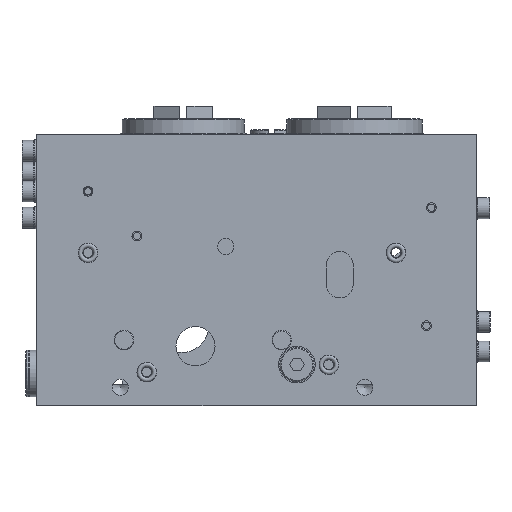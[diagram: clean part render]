
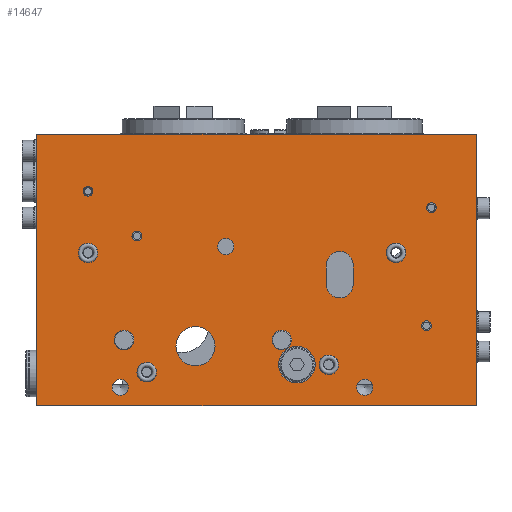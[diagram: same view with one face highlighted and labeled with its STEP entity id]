
A CAD part, front view. The second image highlights one B-rep face of the part: STEP entity #14647.
In plain terms, the highlighted planar face has unit normal (0, -1, 0).
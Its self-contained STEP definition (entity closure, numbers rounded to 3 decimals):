
#366=PLANE('',#15864);
#879=LINE('',#21693,#1336);
#882=LINE('',#21702,#1339);
#918=LINE('',#22156,#1375);
#946=LINE('',#22334,#1403);
#964=LINE('',#22427,#1421);
#965=LINE('',#22429,#1422);
#1336=VECTOR('',#17600,1000.);
#1339=VECTOR('',#17611,1000.);
#1375=VECTOR('',#17941,1000.);
#1403=VECTOR('',#17977,1000.);
#1421=VECTOR('',#18031,1000.);
#1422=VECTOR('',#18032,1000.);
#2183=CIRCLE('',#15670,2.);
#2185=CIRCLE('',#15673,2.);
#2187=CIRCLE('',#15676,2.);
#2191=CIRCLE('',#15682,3.324);
#2193=CIRCLE('',#15686,3.324);
#2195=CIRCLE('',#15690,3.324);
#2198=CIRCLE('',#15694,5.5);
#2200=CIRCLE('',#15698,5.5);
#2203=CIRCLE('',#15704,2.);
#2205=CIRCLE('',#15707,4.);
#2207=CIRCLE('',#15710,4.);
#2209=CIRCLE('',#15713,8.);
#2307=CIRCLE('',#15865,3.9);
#2308=CIRCLE('',#15866,3.9);
#2309=CIRCLE('',#15867,7.5);
#2310=CIRCLE('',#15868,3.9);
#2311=CIRCLE('',#15869,3.9);
#3335=ORIENTED_EDGE('',*,*,#5945,.T.);
#3336=ORIENTED_EDGE('',*,*,#5946,.T.);
#3337=ORIENTED_EDGE('',*,*,#5947,.T.);
#3338=ORIENTED_EDGE('',*,*,#5730,.T.);
#3339=ORIENTED_EDGE('',*,*,#5728,.T.);
#3340=ORIENTED_EDGE('',*,*,#5726,.T.);
#3341=ORIENTED_EDGE('',*,*,#5724,.F.);
#3342=ORIENTED_EDGE('',*,*,#5948,.T.);
#3343=ORIENTED_EDGE('',*,*,#5949,.T.);
#3344=ORIENTED_EDGE('',*,*,#5914,.T.);
#3345=ORIENTED_EDGE('',*,*,#5873,.T.);
#3346=ORIENTED_EDGE('',*,*,#5950,.T.);
#3347=ORIENTED_EDGE('',*,*,#5690,.T.);
#3348=ORIENTED_EDGE('',*,*,#5692,.T.);
#3349=ORIENTED_EDGE('',*,*,#5694,.T.);
#3350=ORIENTED_EDGE('',*,*,#5951,.T.);
#3351=ORIENTED_EDGE('',*,*,#5698,.T.);
#3352=ORIENTED_EDGE('',*,*,#5703,.T.);
#3353=ORIENTED_EDGE('',*,*,#5708,.T.);
#3354=ORIENTED_EDGE('',*,*,#5721,.T.);
#3355=ORIENTED_EDGE('',*,*,#5713,.T.);
#3356=ORIENTED_EDGE('',*,*,#5716,.T.);
#3357=ORIENTED_EDGE('',*,*,#5719,.T.);
#5690=EDGE_CURVE('',#7027,#7027,#2183,.T.);
#5692=EDGE_CURVE('',#7029,#7029,#2185,.T.);
#5694=EDGE_CURVE('',#7031,#7031,#2187,.T.);
#5698=EDGE_CURVE('',#7035,#7035,#2191,.T.);
#5703=EDGE_CURVE('',#7039,#7039,#2193,.T.);
#5708=EDGE_CURVE('',#7043,#7043,#2195,.T.);
#5713=EDGE_CURVE('',#7046,#7048,#2198,.T.);
#5716=EDGE_CURVE('',#7048,#7050,#879,.T.);
#5719=EDGE_CURVE('',#7050,#7052,#2200,.T.);
#5721=EDGE_CURVE('',#7052,#7046,#882,.T.);
#5724=EDGE_CURVE('',#7055,#7055,#2203,.T.);
#5726=EDGE_CURVE('',#7057,#7057,#2205,.T.);
#5728=EDGE_CURVE('',#7059,#7059,#2207,.T.);
#5730=EDGE_CURVE('',#7061,#7061,#2209,.T.);
#5873=EDGE_CURVE('',#7177,#7178,#918,.T.);
#5914=EDGE_CURVE('',#7217,#7177,#946,.T.);
#5945=EDGE_CURVE('',#7246,#7246,#2307,.T.);
#5946=EDGE_CURVE('',#7247,#7247,#2308,.T.);
#5947=EDGE_CURVE('',#7248,#7248,#2309,.T.);
#5948=EDGE_CURVE('',#7249,#7249,#2310,.T.);
#5949=EDGE_CURVE('',#7250,#7217,#964,.T.);
#5950=EDGE_CURVE('',#7178,#7250,#965,.T.);
#5951=EDGE_CURVE('',#7251,#7251,#2311,.T.);
#7027=VERTEX_POINT('',#21618);
#7029=VERTEX_POINT('',#21623);
#7031=VERTEX_POINT('',#21628);
#7035=VERTEX_POINT('',#21638);
#7039=VERTEX_POINT('',#21657);
#7043=VERTEX_POINT('',#21676);
#7046=VERTEX_POINT('',#21682);
#7048=VERTEX_POINT('',#21686);
#7050=VERTEX_POINT('',#21692);
#7052=VERTEX_POINT('',#21698);
#7055=VERTEX_POINT('',#21710);
#7057=VERTEX_POINT('',#21715);
#7059=VERTEX_POINT('',#21720);
#7061=VERTEX_POINT('',#21725);
#7177=VERTEX_POINT('',#22157);
#7178=VERTEX_POINT('',#22158);
#7217=VERTEX_POINT('',#22335);
#7246=VERTEX_POINT('',#22420);
#7247=VERTEX_POINT('',#22422);
#7248=VERTEX_POINT('',#22424);
#7249=VERTEX_POINT('',#22426);
#7250=VERTEX_POINT('',#22428);
#7251=VERTEX_POINT('',#22431);
#8366=EDGE_LOOP('',(#3335));
#8367=EDGE_LOOP('',(#3336));
#8368=EDGE_LOOP('',(#3337));
#8369=EDGE_LOOP('',(#3338));
#8370=EDGE_LOOP('',(#3339));
#8371=EDGE_LOOP('',(#3340));
#8372=EDGE_LOOP('',(#3341));
#8373=EDGE_LOOP('',(#3342));
#8374=EDGE_LOOP('',(#3343,#3344,#3345,#3346));
#8375=EDGE_LOOP('',(#3347));
#8376=EDGE_LOOP('',(#3348));
#8377=EDGE_LOOP('',(#3349));
#8378=EDGE_LOOP('',(#3350));
#8379=EDGE_LOOP('',(#3351));
#8380=EDGE_LOOP('',(#3352));
#8381=EDGE_LOOP('',(#3353));
#8382=EDGE_LOOP('',(#3354,#3355,#3356,#3357));
#10088=FACE_BOUND('',#8366,.T.);
#10089=FACE_BOUND('',#8367,.T.);
#10090=FACE_BOUND('',#8368,.T.);
#10091=FACE_BOUND('',#8369,.T.);
#10092=FACE_BOUND('',#8370,.T.);
#10093=FACE_BOUND('',#8371,.T.);
#10094=FACE_BOUND('',#8372,.T.);
#10095=FACE_BOUND('',#8373,.T.);
#10096=FACE_BOUND('',#8374,.T.);
#10097=FACE_BOUND('',#8375,.T.);
#10098=FACE_BOUND('',#8376,.T.);
#10099=FACE_BOUND('',#8377,.T.);
#10100=FACE_BOUND('',#8378,.T.);
#10101=FACE_BOUND('',#8379,.T.);
#10102=FACE_BOUND('',#8380,.T.);
#10103=FACE_BOUND('',#8381,.T.);
#10104=FACE_BOUND('',#8382,.T.);
#14647=ADVANCED_FACE('',(#10088,#10089,#10090,#10091,#10092,#10093,#10094,
#10095,#10096,#10097,#10098,#10099,#10100,#10101,#10102,#10103,#10104),
#366,.T.);
#15670=AXIS2_PLACEMENT_3D('',#21617,#17540,#17541);
#15673=AXIS2_PLACEMENT_3D('',#21622,#17546,#17547);
#15676=AXIS2_PLACEMENT_3D('',#21627,#17552,#17553);
#15682=AXIS2_PLACEMENT_3D('',#21637,#17564,#17565);
#15686=AXIS2_PLACEMENT_3D('',#21656,#17574,#17575);
#15690=AXIS2_PLACEMENT_3D('',#21675,#17584,#17585);
#15694=AXIS2_PLACEMENT_3D('',#21687,#17594,#17595);
#15698=AXIS2_PLACEMENT_3D('',#21699,#17606,#17607);
#15704=AXIS2_PLACEMENT_3D('',#21709,#17620,#17621);
#15707=AXIS2_PLACEMENT_3D('',#21714,#17626,#17627);
#15710=AXIS2_PLACEMENT_3D('',#21719,#17632,#17633);
#15713=AXIS2_PLACEMENT_3D('',#21724,#17638,#17639);
#15864=AXIS2_PLACEMENT_3D('',#22418,#18021,#18022);
#15865=AXIS2_PLACEMENT_3D('',#22419,#18023,#18024);
#15866=AXIS2_PLACEMENT_3D('',#22421,#18025,#18026);
#15867=AXIS2_PLACEMENT_3D('',#22423,#18027,#18028);
#15868=AXIS2_PLACEMENT_3D('',#22425,#18029,#18030);
#15869=AXIS2_PLACEMENT_3D('',#22430,#18033,#18034);
#17540=DIRECTION('',(0.,1.,0.));
#17541=DIRECTION('',(0.,0.,-1.));
#17546=DIRECTION('',(0.,1.,0.));
#17547=DIRECTION('',(0.,0.,-1.));
#17552=DIRECTION('',(0.,1.,0.));
#17553=DIRECTION('',(0.,0.,-1.));
#17564=DIRECTION('',(0.,1.,0.));
#17565=DIRECTION('',(0.,0.,-1.));
#17574=DIRECTION('',(0.,1.,0.));
#17575=DIRECTION('',(0.,0.,-1.));
#17584=DIRECTION('',(0.,1.,0.));
#17585=DIRECTION('',(0.,0.,-1.));
#17594=DIRECTION('',(0.,1.,0.));
#17595=DIRECTION('',(-1.,0.,0.));
#17600=DIRECTION('',(0.,0.,-1.));
#17606=DIRECTION('',(0.,1.,0.));
#17607=DIRECTION('',(1.,0.,0.));
#17611=DIRECTION('',(0.,0.,1.));
#17620=DIRECTION('',(0.,-1.,0.));
#17621=DIRECTION('',(1.,0.,0.));
#17626=DIRECTION('',(0.,1.,0.));
#17627=DIRECTION('',(0.,0.,-1.));
#17632=DIRECTION('',(0.,1.,0.));
#17633=DIRECTION('',(0.,0.,-1.));
#17638=DIRECTION('',(0.,1.,0.));
#17639=DIRECTION('',(0.,0.,-1.));
#17941=DIRECTION('',(0.,0.,-1.));
#17977=DIRECTION('',(-1.,0.,0.));
#18021=DIRECTION('',(0.,-1.,0.));
#18022=DIRECTION('',(0.,0.,-1.));
#18023=DIRECTION('',(0.,1.,0.));
#18024=DIRECTION('',(0.,0.,-1.));
#18025=DIRECTION('',(0.,1.,0.));
#18026=DIRECTION('',(0.,0.,-1.));
#18027=DIRECTION('',(0.,1.,0.));
#18028=DIRECTION('',(0.,0.,-1.));
#18029=DIRECTION('',(0.,1.,0.));
#18030=DIRECTION('',(0.,0.,-1.));
#18031=DIRECTION('',(0.,0.,1.));
#18032=DIRECTION('',(1.,0.,0.));
#18033=DIRECTION('',(0.,1.,0.));
#18034=DIRECTION('',(0.,0.,-1.));
#21617=CARTESIAN_POINT('',(-69.,0.,32.2));
#21618=CARTESIAN_POINT('',(-69.,0.,30.2));
#21622=CARTESIAN_POINT('',(71.5,0.,25.5));
#21623=CARTESIAN_POINT('',(71.5,0.,23.5));
#21627=CARTESIAN_POINT('',(-49.,0.,13.9));
#21628=CARTESIAN_POINT('',(-49.,0.,11.9));
#21637=CARTESIAN_POINT('',(-55.8,0.,-48.));
#21638=CARTESIAN_POINT('',(-55.8,0.,-51.324));
#21656=CARTESIAN_POINT('',(44.3,0.,-48.));
#21657=CARTESIAN_POINT('',(44.3,0.,-51.324));
#21675=CARTESIAN_POINT('',(-12.6,0.,9.6));
#21676=CARTESIAN_POINT('',(-12.6,0.,6.277));
#21682=CARTESIAN_POINT('',(28.5,0.,2.1));
#21686=CARTESIAN_POINT('',(39.5,0.,2.1));
#21687=CARTESIAN_POINT('',(34.,0.,2.1));
#21692=CARTESIAN_POINT('',(39.5,0.,-5.9));
#21693=CARTESIAN_POINT('',(39.5,0.,-5.9));
#21698=CARTESIAN_POINT('',(28.5,0.,-5.9));
#21699=CARTESIAN_POINT('',(34.,0.,-5.9));
#21702=CARTESIAN_POINT('',(28.5,0.,2.1));
#21709=CARTESIAN_POINT('',(69.5,0.,-22.8));
#21710=CARTESIAN_POINT('',(71.5,0.,-22.8));
#21714=CARTESIAN_POINT('',(-54.3,0.,-28.65));
#21715=CARTESIAN_POINT('',(-54.3,0.,-32.65));
#21719=CARTESIAN_POINT('',(10.3,0.,-28.65));
#21720=CARTESIAN_POINT('',(10.3,0.,-32.65));
#21724=CARTESIAN_POINT('',(-25.,0.,-31.15));
#21725=CARTESIAN_POINT('',(-25.,0.,-39.15));
#22156=CARTESIAN_POINT('',(-90.,0.,55.5));
#22157=CARTESIAN_POINT('',(-90.,0.,55.5));
#22158=CARTESIAN_POINT('',(-90.,0.,-55.5));
#22334=CARTESIAN_POINT('',(90.,0.,55.5));
#22335=CARTESIAN_POINT('',(90.,0.,55.5));
#22418=CARTESIAN_POINT('',(0.,0.,0.));
#22419=CARTESIAN_POINT('',(-45.,0.,-41.7));
#22420=CARTESIAN_POINT('',(-45.,0.,-45.6));
#22421=CARTESIAN_POINT('',(29.5,0.,-38.7));
#22422=CARTESIAN_POINT('',(29.5,0.,-42.6));
#22423=CARTESIAN_POINT('',(16.5,0.,-38.7));
#22424=CARTESIAN_POINT('',(16.5,0.,-46.2));
#22425=CARTESIAN_POINT('',(57.,0.,7.1));
#22426=CARTESIAN_POINT('',(57.,0.,3.2));
#22427=CARTESIAN_POINT('',(90.,0.,-55.5));
#22428=CARTESIAN_POINT('',(90.,0.,-55.5));
#22429=CARTESIAN_POINT('',(-90.,0.,-55.5));
#22430=CARTESIAN_POINT('',(-69.,0.,7.1));
#22431=CARTESIAN_POINT('',(-69.,0.,3.2));
